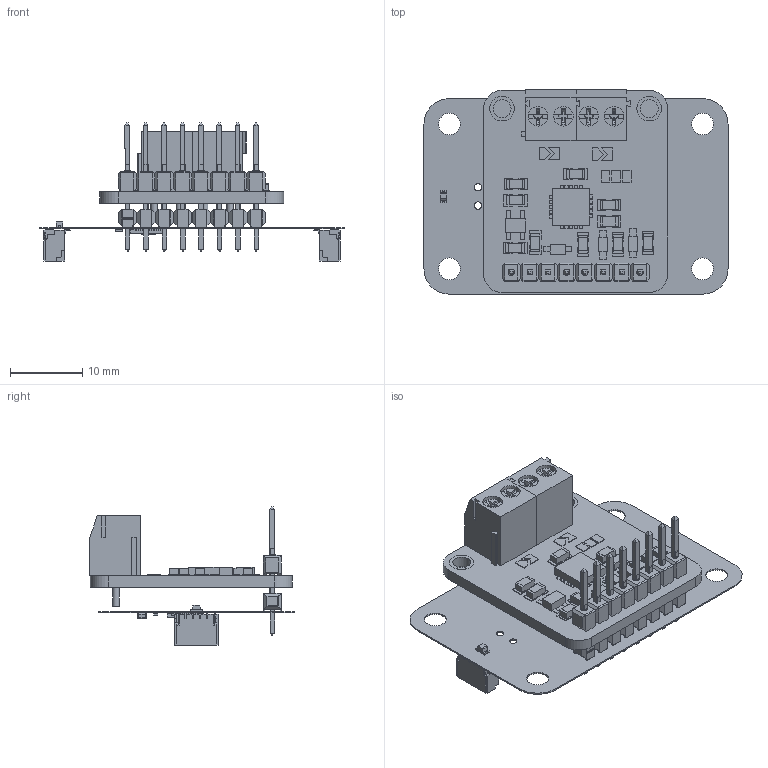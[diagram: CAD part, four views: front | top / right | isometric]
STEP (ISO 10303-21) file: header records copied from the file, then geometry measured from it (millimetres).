
FILE_DESCRIPTION(('Open CASCADE Model'),'2;1');
FILE_NAME('Open CASCADE Shape Model','2025-04-16T07:06:36',('Author'),( 'Open CASCADE'),'Open CASCADE STEP processor 7.5','Open CASCADE 7.5' ,'Unknown');
FILE_SCHEMA(('AUTOMOTIVE_DESIGN { 1 0 10303 214 1 1 1 1 }'));
Length unit declared in the file: millimetre
Products named in the file (38): PCB; Board; Open CASCADE STEP translator 7.5 13.1.1; J11; Conn_Harwin_M20-9990846_eec; Logo bar; Harwin; Connector base; Pin; U; DUELink-U-Connector-BM04B-SRSS-TB; D; DUELink-Connector-BM04B-SRSS-TB; STAT; 0603 LED Green; Solid1; Solid4; R4; User Library-R SMD 0402; User Library-R SMD 0402_0402 BODY; User Library-R SMD 0402_0402 PAD; User Library-R SMD 0402_0402 OPIS; C2; 0805 SMD Capacitor; C1; C0402; Free-Models; MAX31865; unnamed; STM32-QFN32
Assembly tree (54 placements, depth 4):
  PCB
    Board
      Open CASCADE STEP translator 7.5 13.1.1
    J11
      Conn_Harwin_M20-9990846_eec
        Logo bar
        Harwin
        Connector base  x8
        Pin  x8
    U
      DUELink-U-Connector-BM04B-SRSS-TB
    D
      DUELink-Connector-BM04B-SRSS-TB
    STAT
      0603 LED Green
        Solid1
        Solid4
        Solid1
        Solid1
        Solid4
        Solid1
        Solid1
        Solid1
    R4
      User Library-R SMD 0402
        User Library-R SMD 0402_0402 BODY
        User Library-R SMD 0402_0402 PAD  x2
        User Library-R SMD 0402_0402 OPIS
    C2
      0805 SMD Capacitor
    C1
      C0402
    Free-Models
      MAX31865
        unnamed  x2
        unnamed  x2
        unnamed
      STM32-QFN32
Bounding box: 42 x 28.2 x 19.07 mm (x, y, z)
Volume: 2469.5 mm3; surface area: 6391.1 mm2
Topology: 116 solids, 116 shells, 3295 faces, 9574 edges, 7996 vertices
Faces by surface type: plane 2357, cylinder 670, sphere 152, bspline 108, revolution 8
Full cylindrical faces by diameter (mm): 0.9 x4, 1.016 x10, 1.02 x8, 1.422 x4, 1.8 x16, 2 x4, 2.4 x8, 2.489 x2, 2.7 x4, 3 x4, 3.4 x4
Entity records: 95945 total; most frequent: CARTESIAN_POINT 20901, DIRECTION 12095, ORIENTED_EDGE 11302, LINE 6027, VECTOR 6027, EDGE_CURVE 5651, VERTEX_POINT 3678, AXIS2_PLACEMENT_3D 3030
